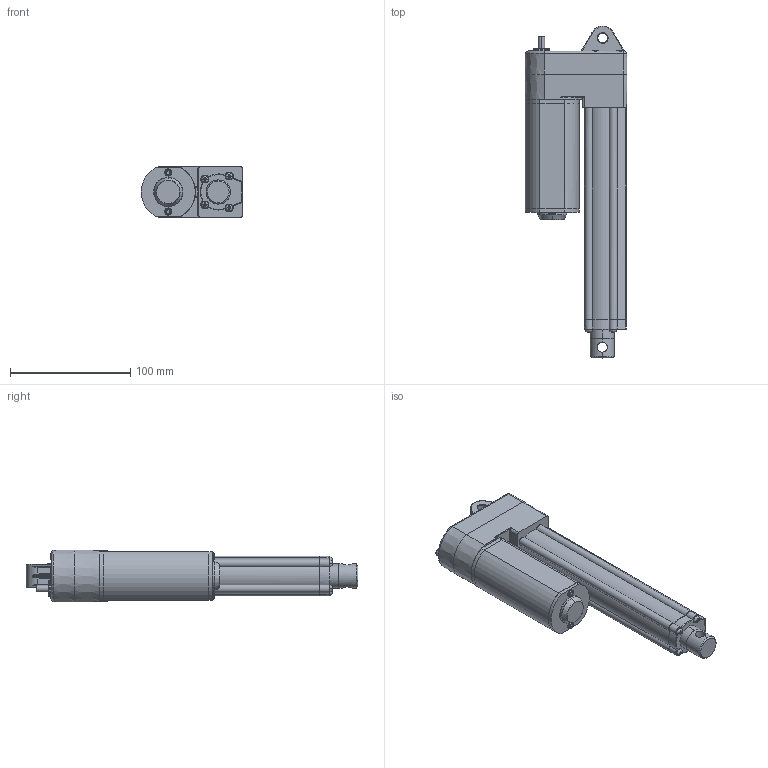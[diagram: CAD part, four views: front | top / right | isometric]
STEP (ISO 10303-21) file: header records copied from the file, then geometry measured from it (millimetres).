
FILE_DESCRIPTION (( 'STEP AP214' ), '1' );
FILE_NAME ('HBA25-6578.STEP', '2020-07-23T02:19:41', ( 'js' ), ( '' ), 'SwSTEP 2.0', 'SolidWorks 2012', '' );
FILE_SCHEMA (( 'AUTOMOTIVE_DESIGN' ));
Length unit declared in the file: millimetre
Products named in the file (1): HBA25-6578
Bounding box: 84.45 x 275.97 x 43 mm (x, y, z)
Volume: 477404.5 mm3; surface area: 59957.3 mm2
Topology: 1 solids, 9 shells, 598 faces, 1492 edges, 924 vertices
Faces by surface type: plane 241, cylinder 142, bspline 89, torus 79, cone 39, sphere 8
Entity records: 35676 total; most frequent: CARTESIAN_POINT 16119, ORIENTED_EDGE 2964, DIRECTION 2283, EDGE_CURVE 1482, VERTEX_POINT 924, AXIS2_PLACEMENT_3D 818, VECTOR 647, LINE 647
